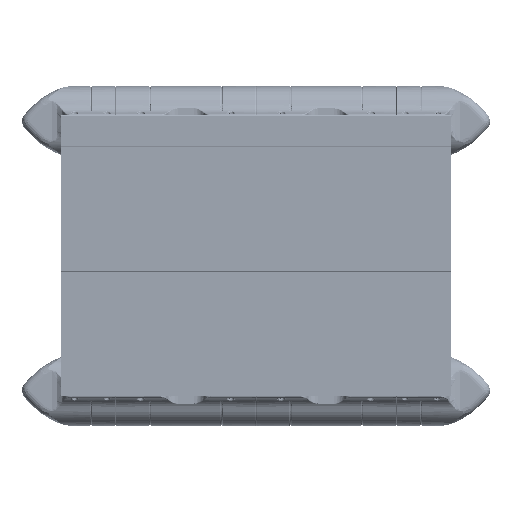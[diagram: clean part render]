
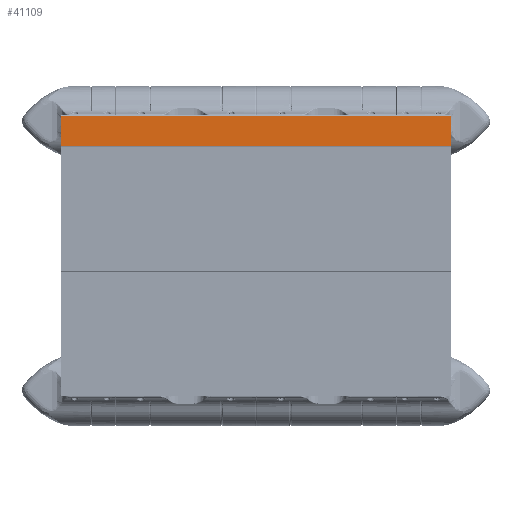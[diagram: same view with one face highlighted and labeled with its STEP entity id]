
A CAD part, top view. The second image highlights one B-rep face of the part: STEP entity #41109.
In plain terms, the highlighted planar face has unit normal (0, 0, 1).
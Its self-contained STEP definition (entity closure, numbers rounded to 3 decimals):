
#3181=PLANE('',#45550);
#6365=FACE_OUTER_BOUND('',#8948,.T.);
#8948=EDGE_LOOP('',(#35533,#35534,#35535,#35536));
#13333=LINE('',#93934,#15886);
#13334=LINE('',#93937,#15887);
#13335=LINE('',#93939,#15888);
#13336=LINE('',#93940,#15889);
#15886=VECTOR('',#55664,0.394);
#15887=VECTOR('',#55667,0.394);
#15888=VECTOR('',#55668,0.394);
#15889=VECTOR('',#55669,0.394);
#19659=VERTEX_POINT('',#93930);
#19660=VERTEX_POINT('',#93932);
#19661=VERTEX_POINT('',#93936);
#19662=VERTEX_POINT('',#93938);
#25133=EDGE_CURVE('',#19659,#19660,#13333,.T.);
#25134=EDGE_CURVE('',#19661,#19659,#13334,.T.);
#25135=EDGE_CURVE('',#19662,#19660,#13335,.T.);
#25136=EDGE_CURVE('',#19661,#19662,#13336,.T.);
#35533=ORIENTED_EDGE('',*,*,#25134,.T.);
#35534=ORIENTED_EDGE('',*,*,#25133,.T.);
#35535=ORIENTED_EDGE('',*,*,#25135,.F.);
#35536=ORIENTED_EDGE('',*,*,#25136,.F.);
#41109=ADVANCED_FACE('',(#6365),#3181,.T.);
#45550=AXIS2_PLACEMENT_3D('',#93935,#55665,#55666);
#55664=DIRECTION('',(-1.,0.,0.));
#55665=DIRECTION('center_axis',(0.,0.,1.));
#55666=DIRECTION('ref_axis',(0.,1.,0.));
#55667=DIRECTION('',(0.,1.,0.));
#55668=DIRECTION('',(0.,1.,0.));
#55669=DIRECTION('',(-1.,0.,0.));
#93930=CARTESIAN_POINT('',(-2.,48.2,6.175));
#93932=CARTESIAN_POINT('',(-102.,48.2,6.175));
#93934=CARTESIAN_POINT('',(-2.,48.2,6.175));
#93935=CARTESIAN_POINT('Origin',(-2.,40.3,6.175));
#93936=CARTESIAN_POINT('',(-2.,40.3,6.175));
#93937=CARTESIAN_POINT('',(-2.,40.3,6.175));
#93938=CARTESIAN_POINT('',(-102.,40.3,6.175));
#93939=CARTESIAN_POINT('',(-102.,40.3,6.175));
#93940=CARTESIAN_POINT('',(-2.,40.3,6.175));
